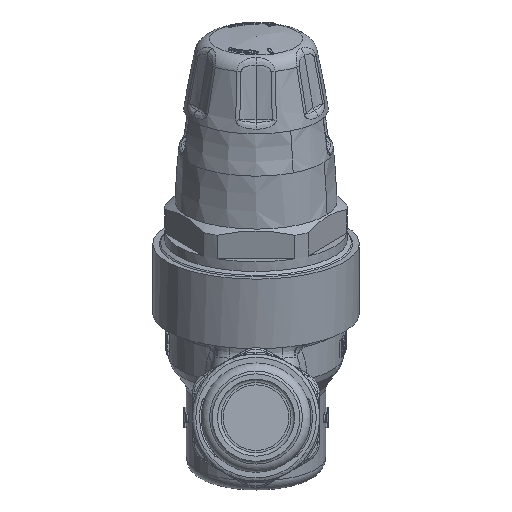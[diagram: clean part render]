
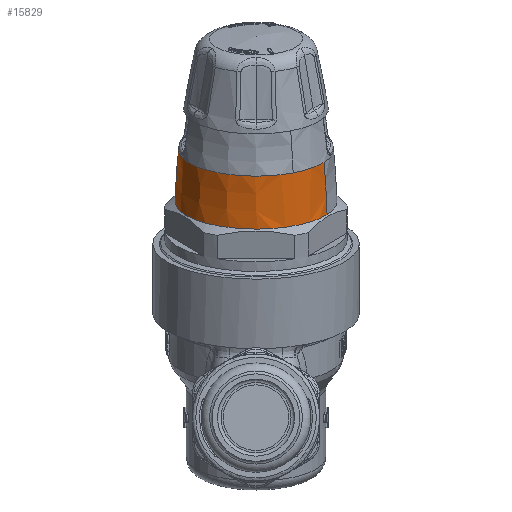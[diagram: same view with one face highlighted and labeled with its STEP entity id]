
A CAD part, front view. The second image highlights one B-rep face of the part: STEP entity #15829.
In plain terms, the highlighted free-form (B-spline) face has degree [3, 2] with [4, 11] control points.
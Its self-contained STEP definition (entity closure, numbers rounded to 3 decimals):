
#1592=(
BOUNDED_SURFACE()
B_SPLINE_SURFACE(3,2,((#22810,#22811,#22812,#22813,#22814,#22815,#22816,
#22817,#22818,#22819,#22820),(#22821,#22822,#22823,#22824,#22825,#22826,
#22827,#22828,#22829,#22830,#22831),(#22832,#22833,#22834,#22835,#22836,
#22837,#22838,#22839,#22840,#22841,#22842),(#22843,#22844,#22845,#22846,
#22847,#22848,#22849,#22850,#22851,#22852,#22853)),.UNSPECIFIED.,.F.,.T.,
 .F.)
B_SPLINE_SURFACE_WITH_KNOTS((4,4),(3,2,2,2,2,3),(7.588,23.622),
(5.77,6.283,7.854,9.425,10.996,
12.053),.UNSPECIFIED.)
GEOMETRIC_REPRESENTATION_ITEM()
RATIONAL_B_SPLINE_SURFACE(((0.871,0.904,1.,0.707,
1.,0.707,1.,0.707,1.,0.803,0.871),
(0.871,0.904,1.,0.707,1.,0.707,
1.,0.707,1.,0.803,0.871),(0.871,
0.904,1.,0.707,1.,0.707,1.,0.707,
1.,0.803,0.871),(0.871,0.904,
1.,0.707,1.,0.707,1.,0.707,1.,0.803,
0.871)))
REPRESENTATION_ITEM('')
SURFACE()
);
#2040=FACE_OUTER_BOUND('',#3049,.T.);
#3049=EDGE_LOOP('',(#9871,#9872,#9873,#9874,#9875));
#4988=CIRCLE('',#16867,0.925);
#4989=CIRCLE('',#16868,9.843);
#4990=CIRCLE('',#16869,0.886);
#4991=CIRCLE('',#16870,0.886);
#4992=CIRCLE('',#16871,9.843);
#5945=VERTEX_POINT('',#22854);
#5946=VERTEX_POINT('',#22855);
#5947=VERTEX_POINT('',#22857);
#5948=VERTEX_POINT('',#22859);
#5949=VERTEX_POINT('',#22861);
#7418=EDGE_CURVE('',#5945,#5946,#4988,.T.);
#7419=EDGE_CURVE('',#5945,#5947,#4989,.T.);
#7420=EDGE_CURVE('',#5948,#5947,#4990,.F.);
#7421=EDGE_CURVE('',#5949,#5948,#4991,.F.);
#7422=EDGE_CURVE('',#5946,#5949,#4992,.T.);
#9871=ORIENTED_EDGE('',*,*,#7418,.F.);
#9872=ORIENTED_EDGE('',*,*,#7419,.T.);
#9873=ORIENTED_EDGE('',*,*,#7420,.F.);
#9874=ORIENTED_EDGE('',*,*,#7421,.F.);
#9875=ORIENTED_EDGE('',*,*,#7422,.F.);
#15829=ADVANCED_FACE('',(#2040),#1592,.F.);
#16867=AXIS2_PLACEMENT_3D('',#22856,#18707,#18708);
#16868=AXIS2_PLACEMENT_3D('',#22858,#18709,#18710);
#16869=AXIS2_PLACEMENT_3D('',#22860,#18711,#18712);
#16870=AXIS2_PLACEMENT_3D('',#22862,#18713,#18714);
#16871=AXIS2_PLACEMENT_3D('',#22863,#18715,#18716);
#18707=DIRECTION('center_axis',(0.,0.342,
-0.94));
#18708=DIRECTION('ref_axis',(1.,0.,0.));
#18709=DIRECTION('center_axis',(-0.479,-0.825,-0.3));
#18710=DIRECTION('ref_axis',(0.874,-0.481,-0.075));
#18711=DIRECTION('center_axis',(0.,0.342,
-0.94));
#18712=DIRECTION('ref_axis',(1.,0.,0.));
#18713=DIRECTION('center_axis',(0.,0.342,
-0.94));
#18714=DIRECTION('ref_axis',(1.,0.,0.));
#18715=DIRECTION('center_axis',(0.479,0.825,0.3));
#18716=DIRECTION('ref_axis',(-0.874,0.416,0.252));
#22810=CARTESIAN_POINT('Ctrl Pts',(-0.812,-0.483,
2.623));
#22811=CARTESIAN_POINT('Ctrl Pts',(-0.925,-0.678,
2.552));
#22812=CARTESIAN_POINT('Ctrl Pts',(-0.925,-0.9,
2.472));
#22813=CARTESIAN_POINT('Ctrl Pts',(-0.925,-1.769,
2.155));
#22814=CARTESIAN_POINT('Ctrl Pts',(0.,-1.769,
2.155));
#22815=CARTESIAN_POINT('Ctrl Pts',(0.925,-1.769,
2.155));
#22816=CARTESIAN_POINT('Ctrl Pts',(0.925,-0.9,2.472));
#22817=CARTESIAN_POINT('Ctrl Pts',(0.925,-0.03,
2.788));
#22818=CARTESIAN_POINT('Ctrl Pts',(0.,-0.03,
2.788));
#22819=CARTESIAN_POINT('Ctrl Pts',(-0.549,-0.03,
2.788));
#22820=CARTESIAN_POINT('Ctrl Pts',(-0.812,-0.483,
2.623));
#22821=CARTESIAN_POINT('Ctrl Pts',(-0.806,-0.558,
2.82));
#22822=CARTESIAN_POINT('Ctrl Pts',(-0.919,-0.751,
2.749));
#22823=CARTESIAN_POINT('Ctrl Pts',(-0.919,-0.971,
2.669));
#22824=CARTESIAN_POINT('Ctrl Pts',(-0.919,-1.835,
2.355));
#22825=CARTESIAN_POINT('Ctrl Pts',(0.,-1.835,
2.355));
#22826=CARTESIAN_POINT('Ctrl Pts',(0.919,-1.835,2.355));
#22827=CARTESIAN_POINT('Ctrl Pts',(0.919,-0.971,
2.669));
#22828=CARTESIAN_POINT('Ctrl Pts',(0.919,-0.108,
2.983));
#22829=CARTESIAN_POINT('Ctrl Pts',(0.,-0.108,
2.983));
#22830=CARTESIAN_POINT('Ctrl Pts',(-0.545,-0.108,
2.983));
#22831=CARTESIAN_POINT('Ctrl Pts',(-0.806,-0.558,
2.82));
#22832=CARTESIAN_POINT('Ctrl Pts',(-0.795,-0.635,
3.015));
#22833=CARTESIAN_POINT('Ctrl Pts',(-0.906,-0.826,
2.946));
#22834=CARTESIAN_POINT('Ctrl Pts',(-0.906,-1.043,
2.867));
#22835=CARTESIAN_POINT('Ctrl Pts',(-0.906,-1.894,
2.557));
#22836=CARTESIAN_POINT('Ctrl Pts',(0.,-1.894,
2.557));
#22837=CARTESIAN_POINT('Ctrl Pts',(0.906,-1.894,
2.557));
#22838=CARTESIAN_POINT('Ctrl Pts',(0.906,-1.043,
2.867));
#22839=CARTESIAN_POINT('Ctrl Pts',(0.906,-0.192,
3.176));
#22840=CARTESIAN_POINT('Ctrl Pts',(0.,-0.192,
3.176));
#22841=CARTESIAN_POINT('Ctrl Pts',(-0.537,-0.192,
3.176));
#22842=CARTESIAN_POINT('Ctrl Pts',(-0.795,-0.635,
3.015));
#22843=CARTESIAN_POINT('Ctrl Pts',(-0.777,-0.716,
3.209));
#22844=CARTESIAN_POINT('Ctrl Pts',(-0.886,-0.902,
3.141));
#22845=CARTESIAN_POINT('Ctrl Pts',(-0.886,-1.115,
3.063));
#22846=CARTESIAN_POINT('Ctrl Pts',(-0.886,-1.947,
2.76));
#22847=CARTESIAN_POINT('Ctrl Pts',(0.,-1.947,
2.76));
#22848=CARTESIAN_POINT('Ctrl Pts',(0.886,-1.947,
2.76));
#22849=CARTESIAN_POINT('Ctrl Pts',(0.886,-1.115,
3.063));
#22850=CARTESIAN_POINT('Ctrl Pts',(0.886,-0.283,
3.366));
#22851=CARTESIAN_POINT('Ctrl Pts',(0.,-0.283,
3.366));
#22852=CARTESIAN_POINT('Ctrl Pts',(-0.525,-0.283,
3.366));
#22853=CARTESIAN_POINT('Ctrl Pts',(-0.777,-0.716,
3.209));
#22854=CARTESIAN_POINT('',(0.812,-1.316,2.32));
#22855=CARTESIAN_POINT('',(-0.812,-0.483,2.623));
#22856=CARTESIAN_POINT('Origin',(0.,-0.9,2.472));
#22857=CARTESIAN_POINT('',(0.777,-1.514,2.918));
#22858=CARTESIAN_POINT('Origin',(-7.822,3.218,3.652));
#22859=CARTESIAN_POINT('',(0.425,-1.846,2.798));
#22860=CARTESIAN_POINT('Origin',(0.,-1.115,
3.063));
#22861=CARTESIAN_POINT('',(-0.777,-0.716,3.209));
#22862=CARTESIAN_POINT('Origin',(0.,-1.115,
3.063));
#22863=CARTESIAN_POINT('Origin',(7.822,-4.813,0.729));
